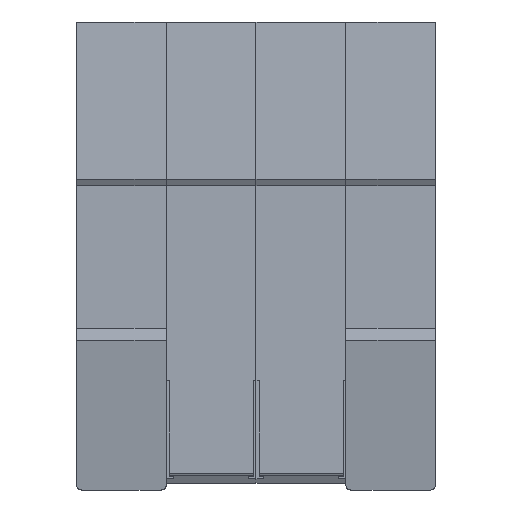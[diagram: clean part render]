
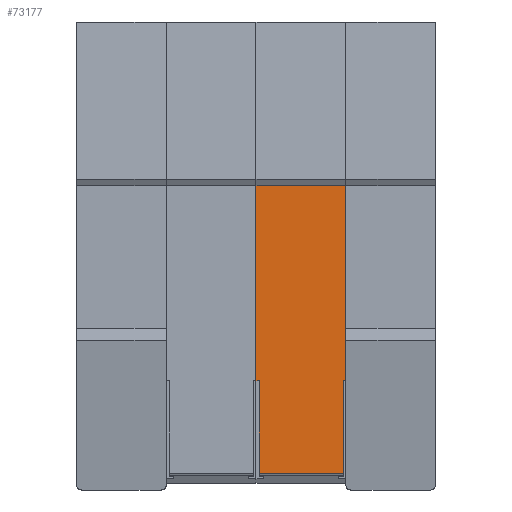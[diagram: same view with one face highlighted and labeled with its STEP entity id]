
A CAD part, front view. The second image highlights one B-rep face of the part: STEP entity #73177.
In plain terms, the highlighted planar face has unit normal (0, -1, 0).
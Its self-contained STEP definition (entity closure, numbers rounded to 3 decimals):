
#756 = CARTESIAN_POINT ( 'NONE',  ( 1.5, -30.2, -22.64 ) ) ;
#1497 = ORIENTED_EDGE ( 'NONE', *, *, #45460, .F. ) ;
#2729 = DIRECTION ( 'NONE',  ( -1., 0., 0. ) ) ;
#3147 = LINE ( 'NONE', #26235, #9854 ) ;
#3652 = FACE_OUTER_BOUND ( 'NONE', #22191, .T. ) ;
#3684 = DIRECTION ( 'NONE',  ( 1., 0., 0. ) ) ;
#3798 = VECTOR ( 'NONE', #58983, 1000. ) ;
#4459 = DIRECTION ( 'NONE',  ( 0., 0., -1. ) ) ;
#6505 = VECTOR ( 'NONE', #9830, 1000. ) ;
#6797 = CARTESIAN_POINT ( 'NONE',  ( 17., -30.2, -40.736 ) ) ;
#9047 = DIRECTION ( 'NONE',  ( 0., 0., -1. ) ) ;
#9072 = CARTESIAN_POINT ( 'NONE',  ( 17.5, -30.2, 0. ) ) ;
#9109 = VERTEX_POINT ( 'NONE', #13698 ) ;
#9425 = EDGE_CURVE ( 'NONE', #56875, #32462, #66369, .T. ) ;
#9610 = DIRECTION ( 'NONE',  ( 0., 0., -1. ) ) ;
#9830 = DIRECTION ( 'NONE',  ( 0., 0., -1. ) ) ;
#9854 = VECTOR ( 'NONE', #49410, 1000. ) ;
#11008 = VECTOR ( 'NONE', #2729, 1000. ) ;
#12599 = ORIENTED_EDGE ( 'NONE', *, *, #48585, .F. ) ;
#12689 = EDGE_CURVE ( 'NONE', #24710, #35502, #3147, .T. ) ;
#13034 = CARTESIAN_POINT ( 'NONE',  ( 0.6, -30.2, 22.64 ) ) ;
#13698 = CARTESIAN_POINT ( 'NONE',  ( 0.6, -30.2, -22.64 ) ) ;
#13994 = VERTEX_POINT ( 'NONE', #6797 ) ;
#14635 = CARTESIAN_POINT ( 'NONE',  ( 17., -30.2, 22.64 ) ) ;
#14992 = CARTESIAN_POINT ( 'NONE',  ( 8.75, -30.2, 0. ) ) ;
#15574 = ORIENTED_EDGE ( 'NONE', *, *, #24375, .T. ) ;
#16127 = CARTESIAN_POINT ( 'NONE',  ( 8.75, -30.2, -40.736 ) ) ;
#17524 = ORIENTED_EDGE ( 'NONE', *, *, #49829, .F. ) ;
#19163 = LINE ( 'NONE', #16127, #43024 ) ;
#20048 = LINE ( 'NONE', #9072, #6505 ) ;
#21258 = CARTESIAN_POINT ( 'NONE',  ( 17., -30.2, 22.64 ) ) ;
#22191 = EDGE_LOOP ( 'NONE', ( #61761, #58934, #65106, #65935, #12599, #24812, #15574, #33969, #1497, #64453, #38068, #17524 ) ) ;
#24224 = DIRECTION ( 'NONE',  ( -1., 0., 0. ) ) ;
#24375 = EDGE_CURVE ( 'NONE', #24710, #38866, #39202, .T. ) ;
#24710 = VERTEX_POINT ( 'NONE', #21258 ) ;
#24812 = ORIENTED_EDGE ( 'NONE', *, *, #12689, .F. ) ;
#24988 = CARTESIAN_POINT ( 'NONE',  ( 0., -30.2, 0. ) ) ;
#26235 = CARTESIAN_POINT ( 'NONE',  ( 16., -30.2, 22.64 ) ) ;
#26677 = LINE ( 'NONE', #72653, #32384 ) ;
#27165 = EDGE_CURVE ( 'NONE', #67421, #53288, #73139, .T. ) ;
#27519 = VERTEX_POINT ( 'NONE', #71913 ) ;
#27934 = LINE ( 'NONE', #39700, #43400 ) ;
#29206 = VECTOR ( 'NONE', #60981, 1000. ) ;
#29651 = CARTESIAN_POINT ( 'NONE',  ( 0., -30.2, -22.64 ) ) ;
#31692 = DIRECTION ( 'NONE',  ( 0., 0., 1. ) ) ;
#31909 = CARTESIAN_POINT ( 'NONE',  ( 17., -30.2, 40.736 ) ) ;
#32384 = VECTOR ( 'NONE', #9610, 1000. ) ;
#32436 = DIRECTION ( 'NONE',  ( 1., 0., 0. ) ) ;
#32462 = VERTEX_POINT ( 'NONE', #29651 ) ;
#32538 = EDGE_CURVE ( 'NONE', #27519, #56875, #48621, .T. ) ;
#32826 = VERTEX_POINT ( 'NONE', #56096 ) ;
#33629 = VERTEX_POINT ( 'NONE', #69406 ) ;
#33969 = ORIENTED_EDGE ( 'NONE', *, *, #62670, .T. ) ;
#34382 = LINE ( 'NONE', #38955, #61645 ) ;
#35502 = VERTEX_POINT ( 'NONE', #72145 ) ;
#37691 = EDGE_CURVE ( 'NONE', #9109, #33629, #26677, .T. ) ;
#38068 = ORIENTED_EDGE ( 'NONE', *, *, #9425, .T. ) ;
#38139 = DIRECTION ( 'NONE',  ( 0., 1., 0. ) ) ;
#38866 = VERTEX_POINT ( 'NONE', #31909 ) ;
#38955 = CARTESIAN_POINT ( 'NONE',  ( 17., -30.2, -22.64 ) ) ;
#39202 = LINE ( 'NONE', #14635, #29206 ) ;
#39700 = CARTESIAN_POINT ( 'NONE',  ( 8.75, -30.2, 40.736 ) ) ;
#43024 = VECTOR ( 'NONE', #32436, 1000. ) ;
#43400 = VECTOR ( 'NONE', #56038, 1000. ) ;
#44256 = CARTESIAN_POINT ( 'NONE',  ( 16., -30.2, -22.64 ) ) ;
#44477 = AXIS2_PLACEMENT_3D ( 'NONE', #14992, #38139, #31692 ) ;
#45460 = EDGE_CURVE ( 'NONE', #27519, #32826, #53262, .T. ) ;
#46938 = VECTOR ( 'NONE', #3684, 1000. ) ;
#47190 = CARTESIAN_POINT ( 'NONE',  ( 17.5, -30.2, -22.64 ) ) ;
#47887 = VECTOR ( 'NONE', #9047, 1000. ) ;
#48039 = CARTESIAN_POINT ( 'NONE',  ( 17., -30.2, -22.64 ) ) ;
#48585 = EDGE_CURVE ( 'NONE', #35502, #53288, #20048, .T. ) ;
#48621 = LINE ( 'NONE', #54679, #11008 ) ;
#49410 = DIRECTION ( 'NONE',  ( 1., 0., 0. ) ) ;
#49829 = EDGE_CURVE ( 'NONE', #9109, #32462, #53083, .T. ) ;
#50305 = EDGE_CURVE ( 'NONE', #33629, #13994, #19163, .T. ) ;
#51451 = VECTOR ( 'NONE', #24224, 1000. ) ;
#53083 = LINE ( 'NONE', #756, #51451 ) ;
#53262 = LINE ( 'NONE', #13034, #3798 ) ;
#53288 = VERTEX_POINT ( 'NONE', #47190 ) ;
#54679 = CARTESIAN_POINT ( 'NONE',  ( 1.5, -30.2, 22.64 ) ) ;
#56038 = DIRECTION ( 'NONE',  ( -1., 0., 0. ) ) ;
#56096 = CARTESIAN_POINT ( 'NONE',  ( 0.6, -30.2, 40.736 ) ) ;
#56875 = VERTEX_POINT ( 'NONE', #63939 ) ;
#58934 = ORIENTED_EDGE ( 'NONE', *, *, #50305, .T. ) ;
#58983 = DIRECTION ( 'NONE',  ( 0., 0., 1. ) ) ;
#60981 = DIRECTION ( 'NONE',  ( 0., 0., 1. ) ) ;
#61645 = VECTOR ( 'NONE', #4459, 1000. ) ;
#61761 = ORIENTED_EDGE ( 'NONE', *, *, #37691, .T. ) ;
#62651 = EDGE_CURVE ( 'NONE', #67421, #13994, #34382, .T. ) ;
#62670 = EDGE_CURVE ( 'NONE', #38866, #32826, #27934, .T. ) ;
#63939 = CARTESIAN_POINT ( 'NONE',  ( 0., -30.2, 22.64 ) ) ;
#64453 = ORIENTED_EDGE ( 'NONE', *, *, #32538, .T. ) ;
#65106 = ORIENTED_EDGE ( 'NONE', *, *, #62651, .F. ) ;
#65935 = ORIENTED_EDGE ( 'NONE', *, *, #27165, .T. ) ;
#66369 = LINE ( 'NONE', #24988, #47887 ) ;
#67014 = PLANE ( 'NONE',  #44477 ) ;
#67421 = VERTEX_POINT ( 'NONE', #48039 ) ;
#69406 = CARTESIAN_POINT ( 'NONE',  ( 0.6, -30.2, -40.736 ) ) ;
#71913 = CARTESIAN_POINT ( 'NONE',  ( 0.6, -30.2, 22.64 ) ) ;
#72145 = CARTESIAN_POINT ( 'NONE',  ( 17.5, -30.2, 22.64 ) ) ;
#72653 = CARTESIAN_POINT ( 'NONE',  ( 0.6, -30.2, -22.64 ) ) ;
#73139 = LINE ( 'NONE', #44256, #46938 ) ;
#73177 = ADVANCED_FACE ( 'NONE', ( #3652 ), #67014, .F. ) ;
